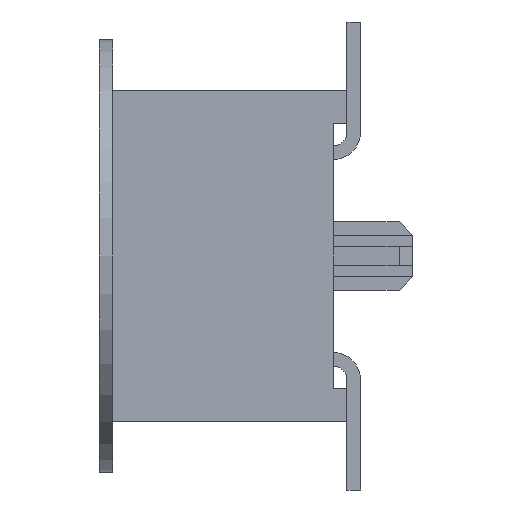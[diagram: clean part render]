
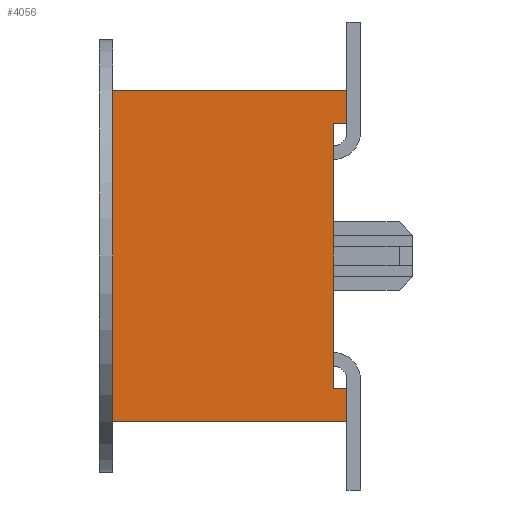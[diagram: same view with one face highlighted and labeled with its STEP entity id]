
A CAD part, left-side view. The second image highlights one B-rep face of the part: STEP entity #4056.
In plain terms, the highlighted planar face has unit normal (-1, 0, 0).
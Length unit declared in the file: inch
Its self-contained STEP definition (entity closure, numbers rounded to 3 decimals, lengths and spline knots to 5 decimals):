
#733=ORIENTED_EDGE('',*,*,#1571,.T.);
#734=ORIENTED_EDGE('',*,*,#1572,.T.);
#735=ORIENTED_EDGE('',*,*,#1573,.F.);
#736=ORIENTED_EDGE('',*,*,#1574,.F.);
#737=ORIENTED_EDGE('',*,*,#1575,.T.);
#738=ORIENTED_EDGE('',*,*,#1576,.T.);
#739=ORIENTED_EDGE('',*,*,#1577,.T.);
#740=ORIENTED_EDGE('',*,*,#1578,.T.);
#1571=EDGE_CURVE('',#2041,#2042,#2485,.T.);
#1572=EDGE_CURVE('',#2042,#2043,#2486,.T.);
#1573=EDGE_CURVE('',#2044,#2043,#2487,.T.);
#1574=EDGE_CURVE('',#2045,#2044,#2488,.T.);
#1575=EDGE_CURVE('',#2045,#2046,#2489,.T.);
#1576=EDGE_CURVE('',#2046,#2047,#2490,.T.);
#1577=EDGE_CURVE('',#2047,#2048,#2491,.T.);
#1578=EDGE_CURVE('',#2048,#2041,#2492,.T.);
#2041=VERTEX_POINT('',#6112);
#2042=VERTEX_POINT('',#6113);
#2043=VERTEX_POINT('',#6115);
#2044=VERTEX_POINT('',#6117);
#2045=VERTEX_POINT('',#6119);
#2046=VERTEX_POINT('',#6121);
#2047=VERTEX_POINT('',#6123);
#2048=VERTEX_POINT('',#6125);
#2485=LINE('',#6111,#3017);
#2486=LINE('',#6114,#3018);
#2487=LINE('',#6116,#3019);
#2488=LINE('',#6118,#3020);
#2489=LINE('',#6120,#3021);
#2490=LINE('',#6122,#3022);
#2491=LINE('',#6124,#3023);
#2492=LINE('',#6126,#3024);
#3017=VECTOR('',#5033,39.37008);
#3018=VECTOR('',#5034,39.37008);
#3019=VECTOR('',#5035,39.37008);
#3020=VECTOR('',#5036,39.37008);
#3021=VECTOR('',#5037,39.37008);
#3022=VECTOR('',#5038,39.37008);
#3023=VECTOR('',#5039,39.37008);
#3024=VECTOR('',#5040,39.37008);
#3393=EDGE_LOOP('',(#733,#734,#735,#736,#737,#738,#739,#740));
#3635=FACE_BOUND('',#3393,.T.);
#3855=PLANE('',#4354);
#4056=ADVANCED_FACE('',(#3635),#3855,.F.);
#4354=AXIS2_PLACEMENT_3D('',#6110,#5031,#5032);
#5031=DIRECTION('',(1.,0.,0.));
#5032=DIRECTION('',(0.,0.,-1.));
#5033=DIRECTION('',(0.,-1.,0.));
#5034=DIRECTION('',(0.,0.,1.));
#5035=DIRECTION('',(0.,-1.,0.));
#5036=DIRECTION('',(0.,0.,1.));
#5037=DIRECTION('',(0.,-1.,0.));
#5038=DIRECTION('',(0.,0.,1.));
#5039=DIRECTION('',(0.,1.,0.));
#5040=DIRECTION('',(0.,0.,1.));
#6110=CARTESIAN_POINT('',(0.,0.085,-0.06));
#6111=CARTESIAN_POINT('',(0.,0.005,0.048));
#6112=CARTESIAN_POINT('',(0.,0.005,0.048));
#6113=CARTESIAN_POINT('',(0.,0.,0.048));
#6114=CARTESIAN_POINT('',(0.,0.,-0.06));
#6115=CARTESIAN_POINT('',(0.,0.,0.06));
#6116=CARTESIAN_POINT('',(0.,0.085,0.06));
#6117=CARTESIAN_POINT('',(0.,0.085,0.06));
#6118=CARTESIAN_POINT('',(0.,0.085,-0.06));
#6119=CARTESIAN_POINT('',(0.,0.085,-0.06));
#6120=CARTESIAN_POINT('',(0.,0.085,-0.06));
#6121=CARTESIAN_POINT('',(0.,0.,-0.06));
#6122=CARTESIAN_POINT('',(0.,0.,-0.06));
#6123=CARTESIAN_POINT('',(0.,0.,-0.048));
#6124=CARTESIAN_POINT('',(0.,-0.005,-0.048));
#6125=CARTESIAN_POINT('',(0.,0.005,-0.048));
#6126=CARTESIAN_POINT('',(0.,0.005,-0.048));
